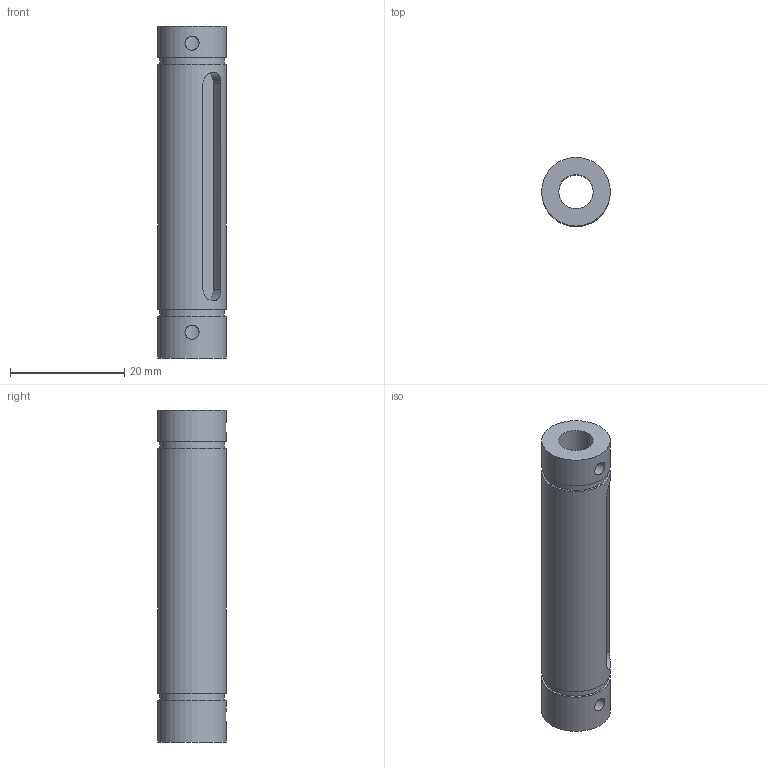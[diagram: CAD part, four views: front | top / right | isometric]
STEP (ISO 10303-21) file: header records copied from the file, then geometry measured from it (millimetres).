
FILE_DESCRIPTION(/* description */ (''),/* implementation_level */ '2;1');
FILE_NAME(/* name */ '',/* time_stamp */ '2025-04-17T14:13:05+03:00',/* author */ ('Artem Sannikov'),/* organization */ (''),/* preprocessor_version */ 'ST-DEVELOPER v20',/* originating_system */ 'Autodesk Inventor 2025',/* authorisation */ '');
FILE_SCHEMA (('AP203_CONFIGURATION_CONTROLLED_3D_DESIGN_OF_MECHANICAL_PARTS_AND_ASSEMBLIES_MIM_LF { 1 0 10303 203 3 1 4 }','AUTOMOTIVE_DESIGN { 1 0 10303 214 3 1 1 }'));
Length unit declared in the file: millimetre
Products named in the file (1): Вал 2 оси
Bounding box: 12 x 12 x 58 mm (x, y, z)
Volume: 4486.1 mm3; surface area: 3705.1 mm2
Topology: 1 solids, 1 shells, 19 faces, 42 edges, 34 vertices
Faces by surface type: cylinder 10, plane 9
Full cylindrical faces by diameter (mm): 2.459 x2, 6 x1, 11.3 x2, 12 x3
Entity records: 752 total; most frequent: CARTESIAN_POINT 264, DIRECTION 84, ORIENTED_EDGE 80, EDGE_CURVE 40, AXIS2_PLACEMENT_3D 34, EDGE_LOOP 30, VERTEX_POINT 28, FACE_OUTER_BOUND 19
